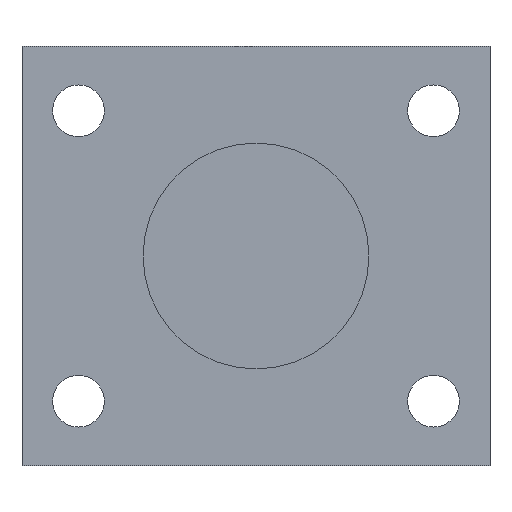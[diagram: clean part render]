
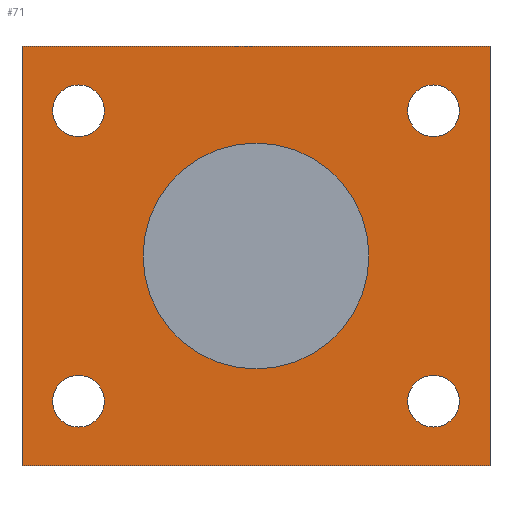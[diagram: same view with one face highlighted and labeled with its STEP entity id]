
A CAD part, front view. The second image highlights one B-rep face of the part: STEP entity #71.
In plain terms, the highlighted planar face has unit normal (0, -1, 0).
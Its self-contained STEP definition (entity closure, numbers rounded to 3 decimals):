
#7 = DIRECTION ( 'NONE',  ( 0., 1., 0. ) ) ;
#13 = CIRCLE ( 'NONE', #1087, 1.6 ) ;
#15 = VERTEX_POINT ( 'NONE', #1017 ) ;
#16 = CARTESIAN_POINT ( 'NONE',  ( 25.5, 0., -4. ) ) ;
#21 = CARTESIAN_POINT ( 'NONE',  ( 3.5, 0., -23.6 ) ) ;
#26 = CARTESIAN_POINT ( 'NONE',  ( 3.5, 0., -22. ) ) ;
#27 = VERTEX_POINT ( 'NONE', #484 ) ;
#31 = AXIS2_PLACEMENT_3D ( 'NONE', #298, #841, #739 ) ;
#32 = DIRECTION ( 'NONE',  ( 0., 0., -1. ) ) ;
#34 = CIRCLE ( 'NONE', #827, 1.6 ) ;
#36 = AXIS2_PLACEMENT_3D ( 'NONE', #26, #1240, #229 ) ;
#43 = EDGE_CURVE ( 'NONE', #974, #783, #153, .T. ) ;
#60 = EDGE_LOOP ( 'NONE', ( #964, #258 ) ) ;
#65 = EDGE_CURVE ( 'NONE', #671, #15, #1246, .T. ) ;
#71 = ADVANCED_FACE ( 'NONE', ( #1385, #270, #1054, #1283, #288, #400 ), #828, .T. ) ;
#101 = ORIENTED_EDGE ( 'NONE', *, *, #65, .T. ) ;
#141 = EDGE_LOOP ( 'NONE', ( #1391, #792 ) ) ;
#153 = LINE ( 'NONE', #592, #1044 ) ;
#174 = EDGE_LOOP ( 'NONE', ( #1245, #1055 ) ) ;
#183 = EDGE_LOOP ( 'NONE', ( #717, #889 ) ) ;
#205 = EDGE_CURVE ( 'NONE', #783, #218, #419, .T. ) ;
#207 = CARTESIAN_POINT ( 'NONE',  ( 0., 0., -26. ) ) ;
#218 = VERTEX_POINT ( 'NONE', #854 ) ;
#229 = DIRECTION ( 'NONE',  ( 0., 0., 1. ) ) ;
#236 = CARTESIAN_POINT ( 'NONE',  ( 3.5, 0., -22. ) ) ;
#239 = CARTESIAN_POINT ( 'NONE',  ( 14.5, 0., -13. ) ) ;
#251 = VERTEX_POINT ( 'NONE', #531 ) ;
#253 = DIRECTION ( 'NONE',  ( 0., -1., 0. ) ) ;
#256 = EDGE_CURVE ( 'NONE', #218, #774, #330, .T. ) ;
#258 = ORIENTED_EDGE ( 'NONE', *, *, #994, .T. ) ;
#261 = CARTESIAN_POINT ( 'NONE',  ( 25.5, 0., -22. ) ) ;
#270 = FACE_BOUND ( 'NONE', #668, .T. ) ;
#281 = ORIENTED_EDGE ( 'NONE', *, *, #256, .F. ) ;
#288 = FACE_BOUND ( 'NONE', #141, .T. ) ;
#298 = CARTESIAN_POINT ( 'NONE',  ( 0., 0., 0. ) ) ;
#302 = CARTESIAN_POINT ( 'NONE',  ( 3.5, 0., -4. ) ) ;
#322 = DIRECTION ( 'NONE',  ( 0., 0., -1. ) ) ;
#330 = LINE ( 'NONE', #642, #1311 ) ;
#331 = ORIENTED_EDGE ( 'NONE', *, *, #586, .T. ) ;
#346 = CIRCLE ( 'NONE', #1410, 1.6 ) ;
#376 = DIRECTION ( 'NONE',  ( 0., 0., -1. ) ) ;
#386 = CIRCLE ( 'NONE', #1408, 1.6 ) ;
#400 = FACE_BOUND ( 'NONE', #183, .T. ) ;
#419 = LINE ( 'NONE', #1206, #754 ) ;
#455 = CARTESIAN_POINT ( 'NONE',  ( 3.5, 0., -4. ) ) ;
#467 = DIRECTION ( 'NONE',  ( 0., 1., 0. ) ) ;
#468 = ORIENTED_EDGE ( 'NONE', *, *, #205, .F. ) ;
#474 = DIRECTION ( 'NONE',  ( 0., 0., 1. ) ) ;
#484 = CARTESIAN_POINT ( 'NONE',  ( 25.5, 0., -23.6 ) ) ;
#486 = CARTESIAN_POINT ( 'NONE',  ( 25.5, 0., -20.4 ) ) ;
#488 = DIRECTION ( 'NONE',  ( 0., 1., 0. ) ) ;
#492 = EDGE_LOOP ( 'NONE', ( #830, #1423, #281, #468 ) ) ;
#521 = VERTEX_POINT ( 'NONE', #1193 ) ;
#531 = CARTESIAN_POINT ( 'NONE',  ( 14.5, 0., -20. ) ) ;
#534 = CARTESIAN_POINT ( 'NONE',  ( 3.5, 0., -20.4 ) ) ;
#561 = DIRECTION ( 'NONE',  ( 0., 1., 0. ) ) ;
#577 = EDGE_CURVE ( 'NONE', #251, #891, #599, .T. ) ;
#584 = EDGE_CURVE ( 'NONE', #27, #947, #13, .T. ) ;
#586 = EDGE_CURVE ( 'NONE', #15, #671, #346, .T. ) ;
#592 = CARTESIAN_POINT ( 'NONE',  ( 0., 0., 0. ) ) ;
#596 = VECTOR ( 'NONE', #989, 1000. ) ;
#599 = CIRCLE ( 'NONE', #661, 7. ) ;
#613 = EDGE_CURVE ( 'NONE', #947, #27, #34, .T. ) ;
#618 = AXIS2_PLACEMENT_3D ( 'NONE', #302, #743, #1083 ) ;
#642 = CARTESIAN_POINT ( 'NONE',  ( 29., 0., 0. ) ) ;
#661 = AXIS2_PLACEMENT_3D ( 'NONE', #239, #1042, #1261 ) ;
#664 = CIRCLE ( 'NONE', #1226, 1.6 ) ;
#668 = EDGE_LOOP ( 'NONE', ( #101, #331 ) ) ;
#671 = VERTEX_POINT ( 'NONE', #1139 ) ;
#701 = DIRECTION ( 'NONE',  ( 0., 0., -1. ) ) ;
#713 = CARTESIAN_POINT ( 'NONE',  ( 29., 0., -26. ) ) ;
#717 = ORIENTED_EDGE ( 'NONE', *, *, #1339, .T. ) ;
#739 = DIRECTION ( 'NONE',  ( 0., 0., -1. ) ) ;
#743 = DIRECTION ( 'NONE',  ( 0., 1., 0. ) ) ;
#754 = VECTOR ( 'NONE', #1435, 1000. ) ;
#774 = VERTEX_POINT ( 'NONE', #713 ) ;
#783 = VERTEX_POINT ( 'NONE', #831 ) ;
#792 = ORIENTED_EDGE ( 'NONE', *, *, #613, .T. ) ;
#794 = LINE ( 'NONE', #207, #596 ) ;
#798 = CARTESIAN_POINT ( 'NONE',  ( 0., 0., -26. ) ) ;
#814 = DIRECTION ( 'NONE',  ( 0., 0., 1. ) ) ;
#816 = DIRECTION ( 'NONE',  ( 0., 0., 1. ) ) ;
#826 = AXIS2_PLACEMENT_3D ( 'NONE', #847, #1398, #1291 ) ;
#827 = AXIS2_PLACEMENT_3D ( 'NONE', #261, #7, #701 ) ;
#828 = PLANE ( 'NONE',  #31 ) ;
#830 = ORIENTED_EDGE ( 'NONE', *, *, #43, .F. ) ;
#831 = CARTESIAN_POINT ( 'NONE',  ( 0., 0., 0. ) ) ;
#841 = DIRECTION ( 'NONE',  ( 0., -1., 0. ) ) ;
#847 = CARTESIAN_POINT ( 'NONE',  ( 25.5, 0., -4. ) ) ;
#854 = CARTESIAN_POINT ( 'NONE',  ( 29., 0., 0. ) ) ;
#856 = VERTEX_POINT ( 'NONE', #534 ) ;
#876 = CIRCLE ( 'NONE', #618, 1.6 ) ;
#889 = ORIENTED_EDGE ( 'NONE', *, *, #1377, .T. ) ;
#891 = VERTEX_POINT ( 'NONE', #1081 ) ;
#905 = DIRECTION ( 'NONE',  ( 0., 0., -1. ) ) ;
#946 = EDGE_CURVE ( 'NONE', #891, #251, #993, .T. ) ;
#947 = VERTEX_POINT ( 'NONE', #486 ) ;
#957 = VERTEX_POINT ( 'NONE', #21 ) ;
#964 = ORIENTED_EDGE ( 'NONE', *, *, #979, .T. ) ;
#974 = VERTEX_POINT ( 'NONE', #798 ) ;
#979 = EDGE_CURVE ( 'NONE', #957, #856, #664, .T. ) ;
#989 = DIRECTION ( 'NONE',  ( -1., 0., 0. ) ) ;
#993 = CIRCLE ( 'NONE', #1368, 7. ) ;
#994 = EDGE_CURVE ( 'NONE', #856, #957, #1159, .T. ) ;
#1012 = DIRECTION ( 'NONE',  ( 0., 1., 0. ) ) ;
#1017 = CARTESIAN_POINT ( 'NONE',  ( 25.5, 0., -2.4 ) ) ;
#1036 = CARTESIAN_POINT ( 'NONE',  ( 25.5, 0., -22. ) ) ;
#1039 = CARTESIAN_POINT ( 'NONE',  ( 14.5, 0., -13. ) ) ;
#1042 = DIRECTION ( 'NONE',  ( 0., -1., 0. ) ) ;
#1044 = VECTOR ( 'NONE', #816, 1000. ) ;
#1054 = FACE_BOUND ( 'NONE', #60, .T. ) ;
#1055 = ORIENTED_EDGE ( 'NONE', *, *, #946, .F. ) ;
#1081 = CARTESIAN_POINT ( 'NONE',  ( 14.5, 0., -6. ) ) ;
#1083 = DIRECTION ( 'NONE',  ( 0., 0., -1. ) ) ;
#1087 = AXIS2_PLACEMENT_3D ( 'NONE', #1036, #488, #376 ) ;
#1107 = CARTESIAN_POINT ( 'NONE',  ( 3.5, 0., -2.4 ) ) ;
#1139 = CARTESIAN_POINT ( 'NONE',  ( 25.5, 0., -5.6 ) ) ;
#1159 = CIRCLE ( 'NONE', #36, 1.6 ) ;
#1193 = CARTESIAN_POINT ( 'NONE',  ( 3.5, 0., -5.6 ) ) ;
#1201 = EDGE_CURVE ( 'NONE', #774, #974, #794, .T. ) ;
#1206 = CARTESIAN_POINT ( 'NONE',  ( 0., 0., 0. ) ) ;
#1226 = AXIS2_PLACEMENT_3D ( 'NONE', #236, #467, #474 ) ;
#1240 = DIRECTION ( 'NONE',  ( 0., 1., 0. ) ) ;
#1245 = ORIENTED_EDGE ( 'NONE', *, *, #577, .F. ) ;
#1246 = CIRCLE ( 'NONE', #826, 1.6 ) ;
#1261 = DIRECTION ( 'NONE',  ( 0., 0., -1. ) ) ;
#1283 = FACE_OUTER_BOUND ( 'NONE', #492, .T. ) ;
#1291 = DIRECTION ( 'NONE',  ( 0., 0., 1. ) ) ;
#1311 = VECTOR ( 'NONE', #322, 1000. ) ;
#1339 = EDGE_CURVE ( 'NONE', #521, #1404, #876, .T. ) ;
#1368 = AXIS2_PLACEMENT_3D ( 'NONE', #1039, #253, #32 ) ;
#1377 = EDGE_CURVE ( 'NONE', #1404, #521, #386, .T. ) ;
#1385 = FACE_BOUND ( 'NONE', #174, .T. ) ;
#1391 = ORIENTED_EDGE ( 'NONE', *, *, #584, .T. ) ;
#1398 = DIRECTION ( 'NONE',  ( 0., 1., 0. ) ) ;
#1404 = VERTEX_POINT ( 'NONE', #1107 ) ;
#1408 = AXIS2_PLACEMENT_3D ( 'NONE', #455, #561, #905 ) ;
#1410 = AXIS2_PLACEMENT_3D ( 'NONE', #16, #1012, #814 ) ;
#1423 = ORIENTED_EDGE ( 'NONE', *, *, #1201, .F. ) ;
#1435 = DIRECTION ( 'NONE',  ( 1., 0., 0. ) ) ;
